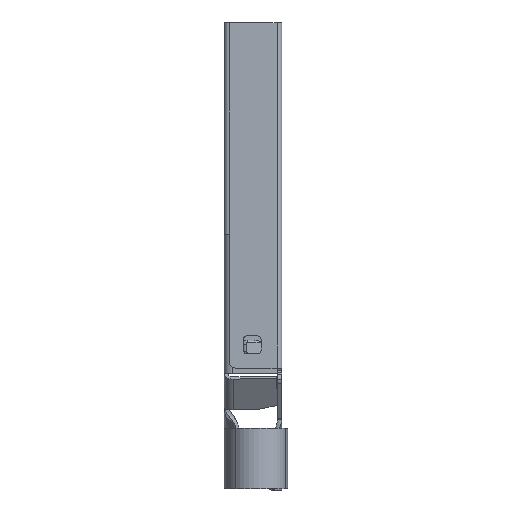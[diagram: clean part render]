
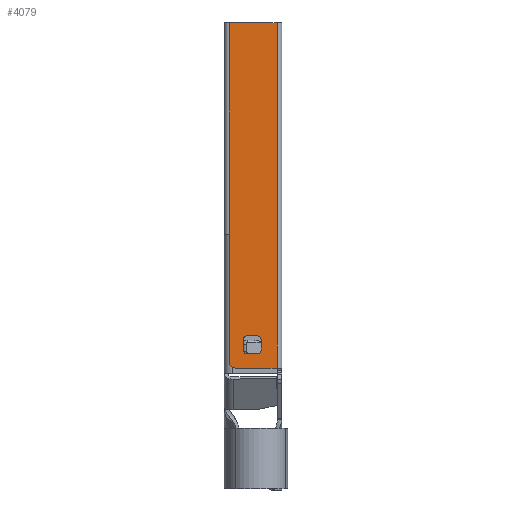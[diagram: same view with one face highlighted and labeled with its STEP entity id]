
A CAD part, left-side view. The second image highlights one B-rep face of the part: STEP entity #4079.
In plain terms, the highlighted planar face has unit normal (-1, 0, 0).
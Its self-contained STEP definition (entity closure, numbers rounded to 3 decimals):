
#39 = VERTEX_POINT ( 'NONE', #10399 ) ;
#66 = VERTEX_POINT ( 'NONE', #8196 ) ;
#107 = VERTEX_POINT ( 'NONE', #8183 ) ;
#116 = VERTEX_POINT ( 'NONE', #8101 ) ;
#158 = VERTEX_POINT ( 'NONE', #8153 ) ;
#209 = VERTEX_POINT ( 'NONE', #4619 ) ;
#750 = AXIS2_PLACEMENT_3D ( 'NONE', #6297, #6253, #5535 ) ;
#751 = AXIS2_PLACEMENT_3D ( 'NONE', #5562, #5998, #5306 ) ;
#752 = AXIS2_PLACEMENT_3D ( 'NONE', #6229, #5350, #5501 ) ;
#753 = AXIS2_PLACEMENT_3D ( 'NONE', #5415, #5480, #5693 ) ;
#754 = AXIS2_PLACEMENT_3D ( 'NONE', #6205, #5364, #6214 ) ;
#1021 = EDGE_LOOP ( 'NONE', ( #4960, #4958, #4956, #4954, #4952, #4950 ) ) ;
#1508 = LINE ( 'NONE', #8266, #1511 ) ;
#1511 = VECTOR ( 'NONE', #8248, 1000. ) ;
#1851 = FACE_BOUND ( 'NONE', #3116, .T. ) ;
#1860 = FACE_OUTER_BOUND ( 'NONE', #1021, .T. ) ;
#2307 = EDGE_CURVE ( 'NONE', #66, #116, #1508, .T. ) ;
#2946 = CARTESIAN_POINT ( 'NONE',  ( -6., -1.869, 0. ) ) ;
#2950 = PLANE ( 'NONE',  #7956 ) ;
#2966 = DIRECTION ( 'NONE',  ( 0., 0., -1. ) ) ;
#2993 = DIRECTION ( 'NONE',  ( 1., 0., 0. ) ) ;
#3116 = EDGE_LOOP ( 'NONE', ( #4951, #4949, #4947, #4945, #4968, #4966, #4964, #4962 ) ) ;
#4079 = ADVANCED_FACE ( 'NONE', ( #1851, #1860 ), #2950, .F. ) ;
#4442 = DIRECTION ( 'NONE',  ( 0., 0., -1. ) ) ;
#4590 = CARTESIAN_POINT ( 'NONE',  ( -6., 1.869, -16.5 ) ) ;
#4619 = CARTESIAN_POINT ( 'NONE',  ( -6., -1.869, 0. ) ) ;
#4945 = ORIENTED_EDGE ( 'NONE', *, *, #13245, .T. ) ;
#4947 = ORIENTED_EDGE ( 'NONE', *, *, #13244, .T. ) ;
#4949 = ORIENTED_EDGE ( 'NONE', *, *, #13243, .T. ) ;
#4950 = ORIENTED_EDGE ( 'NONE', *, *, #13241, .T. ) ;
#4951 = ORIENTED_EDGE ( 'NONE', *, *, #13242, .T. ) ;
#4952 = ORIENTED_EDGE ( 'NONE', *, *, #7444, .F. ) ;
#4954 = ORIENTED_EDGE ( 'NONE', *, *, #13251, .F. ) ;
#4956 = ORIENTED_EDGE ( 'NONE', *, *, #2307, .F. ) ;
#4958 = ORIENTED_EDGE ( 'NONE', *, *, #13250, .T. ) ;
#4960 = ORIENTED_EDGE ( 'NONE', *, *, #7733, .T. ) ;
#4962 = ORIENTED_EDGE ( 'NONE', *, *, #13249, .T. ) ;
#4964 = ORIENTED_EDGE ( 'NONE', *, *, #13248, .T. ) ;
#4966 = ORIENTED_EDGE ( 'NONE', *, *, #13247, .T. ) ;
#4968 = ORIENTED_EDGE ( 'NONE', *, *, #13246, .T. ) ;
#5258 = DIRECTION ( 'NONE',  ( 0., 0., -1. ) ) ;
#5306 = DIRECTION ( 'NONE',  ( 0., 0., -1. ) ) ;
#5350 = DIRECTION ( 'NONE',  ( 1., 0., 0. ) ) ;
#5351 = VERTEX_POINT ( 'NONE', #9818 ) ;
#5364 = DIRECTION ( 'NONE',  ( -1., 0., 0. ) ) ;
#5415 = CARTESIAN_POINT ( 'NONE',  ( -6., -0.331, -24.7 ) ) ;
#5480 = DIRECTION ( 'NONE',  ( 1., 0., 0. ) ) ;
#5484 = DIRECTION ( 'NONE',  ( 0., 0., -1. ) ) ;
#5501 = DIRECTION ( 'NONE',  ( 0., 0., -1. ) ) ;
#5535 = DIRECTION ( 'NONE',  ( 0., 0., -1. ) ) ;
#5562 = CARTESIAN_POINT ( 'NONE',  ( -6., 0.469, -25.5 ) ) ;
#5624 = DIRECTION ( 'NONE',  ( 0., 0., -1. ) ) ;
#5688 = VERTEX_POINT ( 'NONE', #9539 ) ;
#5693 = DIRECTION ( 'NONE',  ( 0., 0., 1. ) ) ;
#5700 = VERTEX_POINT ( 'NONE', #9454 ) ;
#5701 = CARTESIAN_POINT ( 'NONE',  ( -6., -1.869, 0. ) ) ;
#5727 = VERTEX_POINT ( 'NONE', #9595 ) ;
#5732 = VERTEX_POINT ( 'NONE', #9567 ) ;
#5740 = VERTEX_POINT ( 'NONE', #9590 ) ;
#5748 = VERTEX_POINT ( 'NONE', #10354 ) ;
#5762 = VERTEX_POINT ( 'NONE', #9427 ) ;
#5833 = CARTESIAN_POINT ( 'NONE',  ( -6., 0.769, -25.5 ) ) ;
#5884 = DIRECTION ( 'NONE',  ( 0., -1., 0. ) ) ;
#5998 = DIRECTION ( 'NONE',  ( 1., 0., 0. ) ) ;
#6007 = CARTESIAN_POINT ( 'NONE',  ( -6., 1.869, 0. ) ) ;
#6071 = DIRECTION ( 'NONE',  ( 0., 1., 0. ) ) ;
#6085 = DIRECTION ( 'NONE',  ( 0., 0., 1. ) ) ;
#6199 = CARTESIAN_POINT ( 'NONE',  ( -6., -0.331, -24.4 ) ) ;
#6205 = CARTESIAN_POINT ( 'NONE',  ( -6., 1.361, -26.392 ) ) ;
#6214 = DIRECTION ( 'NONE',  ( 0., 0., -1. ) ) ;
#6229 = CARTESIAN_POINT ( 'NONE',  ( -6., 0.469, -24.7 ) ) ;
#6239 = CARTESIAN_POINT ( 'NONE',  ( -6., -0.331, -25.8 ) ) ;
#6253 = DIRECTION ( 'NONE',  ( 1., 0., 0. ) ) ;
#6297 = CARTESIAN_POINT ( 'NONE',  ( -6., -0.331, -25.5 ) ) ;
#6373 = CARTESIAN_POINT ( 'NONE',  ( -6., -0.631, -25.5 ) ) ;
#7444 = EDGE_CURVE ( 'NONE', #158, #209, #12143, .T. ) ;
#7733 = EDGE_CURVE ( 'NONE', #107, #39, #12659, .T. ) ;
#7956 = AXIS2_PLACEMENT_3D ( 'NONE', #2946, #2993, #2966 ) ;
#8101 = CARTESIAN_POINT ( 'NONE',  ( -6., 1.361, -26.9 ) ) ;
#8153 = CARTESIAN_POINT ( 'NONE',  ( -6., 1.869, 0. ) ) ;
#8183 = CARTESIAN_POINT ( 'NONE',  ( -6., 1.869, -16.5 ) ) ;
#8196 = CARTESIAN_POINT ( 'NONE',  ( -6., -1.869, -26.9 ) ) ;
#8248 = DIRECTION ( 'NONE',  ( 0., 1., 0. ) ) ;
#8266 = CARTESIAN_POINT ( 'NONE',  ( -6., -1.869, -26.9 ) ) ;
#9427 = CARTESIAN_POINT ( 'NONE',  ( -6., 0.469, -25.8 ) ) ;
#9454 = CARTESIAN_POINT ( 'NONE',  ( -6., -0.331, -24.4 ) ) ;
#9539 = CARTESIAN_POINT ( 'NONE',  ( -6., 0.769, -25.5 ) ) ;
#9567 = CARTESIAN_POINT ( 'NONE',  ( -6., -0.331, -25.8 ) ) ;
#9590 = CARTESIAN_POINT ( 'NONE',  ( -6., 0.469, -24.4 ) ) ;
#9595 = CARTESIAN_POINT ( 'NONE',  ( -6., 0.769, -24.7 ) ) ;
#9818 = CARTESIAN_POINT ( 'NONE',  ( -6., -0.631, -25.5 ) ) ;
#10354 = CARTESIAN_POINT ( 'NONE',  ( -6., -0.631, -24.7 ) ) ;
#10399 = CARTESIAN_POINT ( 'NONE',  ( -6., 1.869, -26.392 ) ) ;
#11516 = DIRECTION ( 'NONE',  ( 0., -1., 0. ) ) ;
#11587 = CARTESIAN_POINT ( 'NONE',  ( -6., -1.869, 0. ) ) ;
#12143 = LINE ( 'NONE', #11587, #12148 ) ;
#12148 = VECTOR ( 'NONE', #11516, 1000. ) ;
#12659 = LINE ( 'NONE', #4590, #12662 ) ;
#12662 = VECTOR ( 'NONE', #4442, 1000. ) ;
#12984 = CIRCLE ( 'NONE', #750, 0.3 ) ;
#12999 = LINE ( 'NONE', #6007, #13002 ) ;
#13001 = LINE ( 'NONE', #6373, #13004 ) ;
#13002 = VECTOR ( 'NONE', #5624, 1000. ) ;
#13004 = VECTOR ( 'NONE', #5258, 1000. ) ;
#13005 = LINE ( 'NONE', #6239, #13007 ) ;
#13006 = CIRCLE ( 'NONE', #751, 0.3 ) ;
#13007 = VECTOR ( 'NONE', #6071, 1000. ) ;
#13008 = LINE ( 'NONE', #5833, #13010 ) ;
#13009 = CIRCLE ( 'NONE', #752, 0.3 ) ;
#13010 = VECTOR ( 'NONE', #6085, 1000. ) ;
#13011 = LINE ( 'NONE', #6199, #13013 ) ;
#13012 = CIRCLE ( 'NONE', #753, 0.3 ) ;
#13013 = VECTOR ( 'NONE', #5884, 1000. ) ;
#13014 = CIRCLE ( 'NONE', #754, 0.508 ) ;
#13015 = LINE ( 'NONE', #5701, #13017 ) ;
#13017 = VECTOR ( 'NONE', #5484, 1000. ) ;
#13241 = EDGE_CURVE ( 'NONE', #158, #107, #12999, .T. ) ;
#13242 = EDGE_CURVE ( 'NONE', #5748, #5351, #13001, .T. ) ;
#13243 = EDGE_CURVE ( 'NONE', #5351, #5732, #12984, .T. ) ;
#13244 = EDGE_CURVE ( 'NONE', #5732, #5762, #13005, .T. ) ;
#13245 = EDGE_CURVE ( 'NONE', #5762, #5688, #13006, .T. ) ;
#13246 = EDGE_CURVE ( 'NONE', #5688, #5727, #13008, .T. ) ;
#13247 = EDGE_CURVE ( 'NONE', #5727, #5740, #13009, .T. ) ;
#13248 = EDGE_CURVE ( 'NONE', #5740, #5700, #13011, .T. ) ;
#13249 = EDGE_CURVE ( 'NONE', #5700, #5748, #13012, .T. ) ;
#13250 = EDGE_CURVE ( 'NONE', #39, #116, #13014, .T. ) ;
#13251 = EDGE_CURVE ( 'NONE', #209, #66, #13015, .T. ) ;
